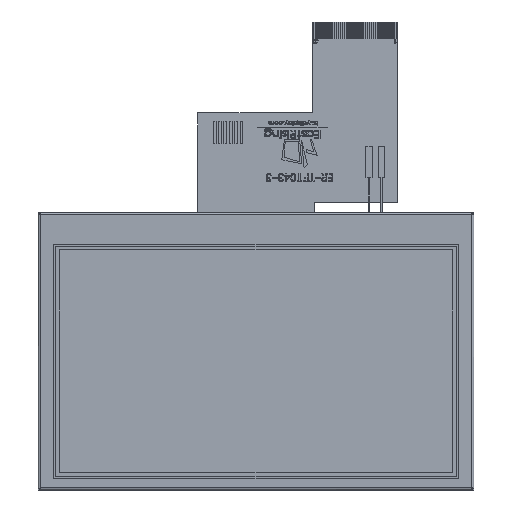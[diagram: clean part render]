
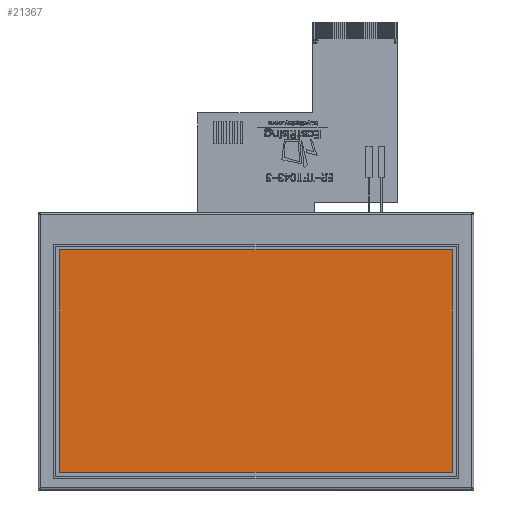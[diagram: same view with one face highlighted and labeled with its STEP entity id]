
A CAD part, front view. The second image highlights one B-rep face of the part: STEP entity #21367.
In plain terms, the highlighted face is planar.
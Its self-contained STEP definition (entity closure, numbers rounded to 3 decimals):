
#20973=CARTESIAN_POINT('',(-47.52,29.19,2.5));
#20974=VERTEX_POINT('',#20973);
#20975=CARTESIAN_POINT('',(47.52,29.19,2.5));
#20976=VERTEX_POINT('',#20975);
#20977=CARTESIAN_POINT('',(-0.0,29.19,2.5));
#20978=DIRECTION('',(1.0,0.0,0.0));
#20979=VECTOR('',#20978,1.0);
#20980=LINE('',#20977,#20979);
#20981=EDGE_CURVE('no 280',#20974,#20976,#20980,.T.);
#20983=CARTESIAN_POINT('',(47.52,-24.666,2.5));
#20984=VERTEX_POINT('',#20983);
#20985=CARTESIAN_POINT('',(47.52,0.0,2.5));
#20986=DIRECTION('',(0.0,-1.0,0.0));
#20987=VECTOR('',#20986,1.0);
#20988=LINE('',#20985,#20987);
#20989=EDGE_CURVE('no 283',#20976,#20984,#20988,.T.);
#20991=CARTESIAN_POINT('',(-47.52,-24.666,2.5));
#20992=VERTEX_POINT('',#20991);
#20993=CARTESIAN_POINT('',(0.0,-24.666,2.5));
#20994=DIRECTION('',(-1.0,0.0,0.0));
#20995=VECTOR('',#20994,1.0);
#20996=LINE('',#20993,#20995);
#20997=EDGE_CURVE('no 272',#20984,#20992,#20996,.T.);
#20999=CARTESIAN_POINT('',(-47.52,-0.0,2.5));
#21000=DIRECTION('',(0.0,1.0,0.0));
#21001=VECTOR('',#21000,1.0);
#21002=LINE('',#20999,#21001);
#21003=EDGE_CURVE('no 276',#20992,#20974,#21002,.T.);
#21356=ORIENTED_EDGE('',*,*,#20989,.F.);
#21357=ORIENTED_EDGE('',*,*,#20981,.F.);
#21358=ORIENTED_EDGE('',*,*,#21003,.F.);
#21359=ORIENTED_EDGE('',*,*,#20997,.F.);
#21360=EDGE_LOOP('',(#21356,#21357,#21358,#21359));
#21361=FACE_OUTER_BOUND('',#21360,.T.);
#21362=CARTESIAN_POINT('',(0.0,0.0,2.5));
#21363=DIRECTION('',(0.0,0.0,1.0));
#21364=DIRECTION('',(1.0,0.0,0.0));
#21365=AXIS2_PLACEMENT_3D('',#21362,#21363,#21364);
#21366=PLANE('',#21365);
#21367=ADVANCED_FACE('no 215',(#21361),#21366,.T.);
